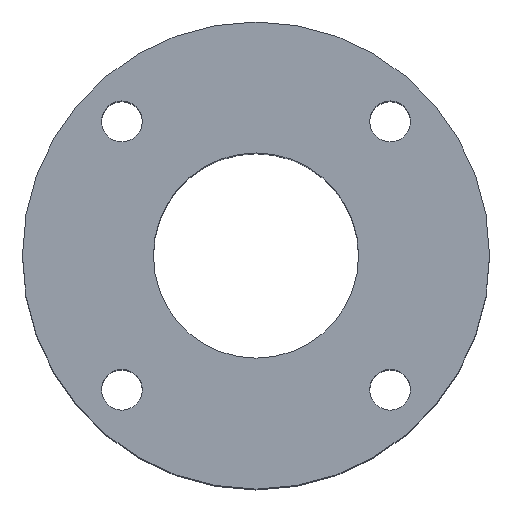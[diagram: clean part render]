
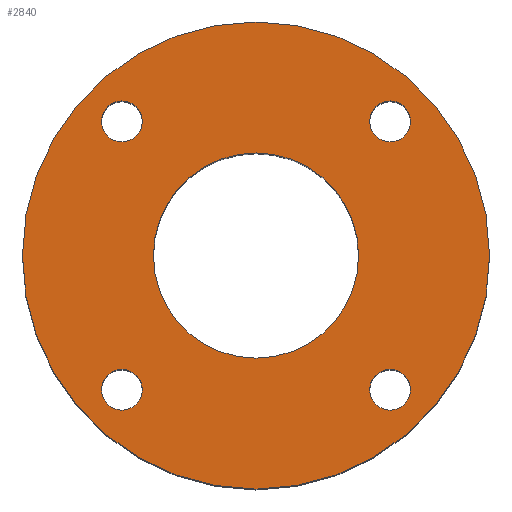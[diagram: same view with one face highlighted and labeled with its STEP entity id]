
A CAD part, top view. The second image highlights one B-rep face of the part: STEP entity #2840.
In plain terms, the highlighted planar face has unit normal (0, 0, 1).
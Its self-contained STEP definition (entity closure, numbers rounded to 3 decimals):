
#259 = DIRECTION ( 'NONE',  ( 0., 0., 1. ) ) ;
#390 = DIRECTION ( 'NONE',  ( 0., 0., -1. ) ) ;
#559 = AXIS2_PLACEMENT_3D ( 'NONE', #3975, #1756, #12954 ) ;
#1501 = CIRCLE ( 'NONE', #17954, 7. ) ;
#1714 = CARTESIAN_POINT ( 'NONE',  ( -52.962, -45.962, 0. ) ) ;
#1756 = DIRECTION ( 'NONE',  ( 0., 0., 1. ) ) ;
#1893 = CIRCLE ( 'NONE', #19782, 7. ) ;
#1904 = DIRECTION ( 'NONE',  ( 0., 0., 1. ) ) ;
#2348 = VERTEX_POINT ( 'NONE', #5072 ) ;
#2617 = CARTESIAN_POINT ( 'NONE',  ( 0., 35.15, 0. ) ) ;
#2792 = EDGE_LOOP ( 'NONE', ( #18656, #18386 ) ) ;
#2840 = ADVANCED_FACE ( 'NONE', ( #18217, #27175, #23065, #7031, #5256, #7463 ), #24979, .F. ) ;
#3197 = VERTEX_POINT ( 'NONE', #21562 ) ;
#3518 = CIRCLE ( 'NONE', #14824, 80. ) ;
#3828 = AXIS2_PLACEMENT_3D ( 'NONE', #19121, #19261, #25863 ) ;
#3840 = CIRCLE ( 'NONE', #20285, 35.15 ) ;
#3975 = CARTESIAN_POINT ( 'NONE',  ( 45.962, -45.962, 0. ) ) ;
#4022 = EDGE_CURVE ( 'NONE', #21180, #17161, #9551, .T. ) ;
#4040 = CARTESIAN_POINT ( 'NONE',  ( -38.962, -45.962, 0. ) ) ;
#4738 = CIRCLE ( 'NONE', #3828, 7. ) ;
#4762 = AXIS2_PLACEMENT_3D ( 'NONE', #13857, #23403, #22820 ) ;
#4929 = CARTESIAN_POINT ( 'NONE',  ( 38.962, 45.962, 0. ) ) ;
#5072 = CARTESIAN_POINT ( 'NONE',  ( 80., 0., 0. ) ) ;
#5256 = FACE_BOUND ( 'NONE', #2792, .T. ) ;
#6407 = CARTESIAN_POINT ( 'NONE',  ( 0., 0., 0. ) ) ;
#6632 = CARTESIAN_POINT ( 'NONE',  ( 0., 0., 0. ) ) ;
#6849 = DIRECTION ( 'NONE',  ( 1., 0., 0. ) ) ;
#7031 = FACE_BOUND ( 'NONE', #19245, .T. ) ;
#7062 = DIRECTION ( 'NONE',  ( 1., 0., 0. ) ) ;
#7069 = CARTESIAN_POINT ( 'NONE',  ( 45.962, -45.962, 0. ) ) ;
#7210 = CARTESIAN_POINT ( 'NONE',  ( -45.962, -45.962, 0. ) ) ;
#7463 = FACE_OUTER_BOUND ( 'NONE', #21264, .T. ) ;
#7789 = DIRECTION ( 'NONE',  ( -1., 0., 0. ) ) ;
#8153 = ORIENTED_EDGE ( 'NONE', *, *, #9632, .F. ) ;
#8343 = VERTEX_POINT ( 'NONE', #14269 ) ;
#8392 = CARTESIAN_POINT ( 'NONE',  ( 45.962, 45.962, 0. ) ) ;
#8454 = EDGE_CURVE ( 'NONE', #17161, #21180, #4738, .T. ) ;
#8817 = CARTESIAN_POINT ( 'NONE',  ( 0., 0., 0. ) ) ;
#9206 = ORIENTED_EDGE ( 'NONE', *, *, #8454, .F. ) ;
#9244 = DIRECTION ( 'NONE',  ( 1., 0., 0. ) ) ;
#9551 = CIRCLE ( 'NONE', #10508, 7. ) ;
#9632 = EDGE_CURVE ( 'NONE', #11555, #8343, #14670, .T. ) ;
#9782 = EDGE_LOOP ( 'NONE', ( #28198, #8153 ) ) ;
#9952 = AXIS2_PLACEMENT_3D ( 'NONE', #14120, #27344, #7789 ) ;
#9987 = VERTEX_POINT ( 'NONE', #1714 ) ;
#10139 = VERTEX_POINT ( 'NONE', #28472 ) ;
#10508 = AXIS2_PLACEMENT_3D ( 'NONE', #8392, #1904, #23715 ) ;
#11055 = ORIENTED_EDGE ( 'NONE', *, *, #20856, .F. ) ;
#11435 = EDGE_CURVE ( 'NONE', #24437, #2348, #3518, .T. ) ;
#11555 = VERTEX_POINT ( 'NONE', #15069 ) ;
#11864 = CARTESIAN_POINT ( 'NONE',  ( -45.962, 45.962, 0. ) ) ;
#12095 = ORIENTED_EDGE ( 'NONE', *, *, #24820, .F. ) ;
#12954 = DIRECTION ( 'NONE',  ( 0., -1., 0. ) ) ;
#13857 = CARTESIAN_POINT ( 'NONE',  ( -45.962, 45.962, 0. ) ) ;
#14120 = CARTESIAN_POINT ( 'NONE',  ( -45.962, -45.962, 0. ) ) ;
#14269 = CARTESIAN_POINT ( 'NONE',  ( -38.962, 45.962, 0. ) ) ;
#14670 = CIRCLE ( 'NONE', #4762, 7. ) ;
#14824 = AXIS2_PLACEMENT_3D ( 'NONE', #6407, #19945, #6849 ) ;
#14975 = ORIENTED_EDGE ( 'NONE', *, *, #20000, .F. ) ;
#15069 = CARTESIAN_POINT ( 'NONE',  ( -52.962, 45.962, 0. ) ) ;
#15308 = DIRECTION ( 'NONE',  ( 1., 0., 0. ) ) ;
#15341 = VERTEX_POINT ( 'NONE', #20113 ) ;
#15573 = AXIS2_PLACEMENT_3D ( 'NONE', #7210, #25596, #23097 ) ;
#15631 = CIRCLE ( 'NONE', #23600, 35.15 ) ;
#15869 = DIRECTION ( 'NONE',  ( 0., 0., 1. ) ) ;
#16359 = DIRECTION ( 'NONE',  ( 0., 0., 1. ) ) ;
#16800 = ORIENTED_EDGE ( 'NONE', *, *, #4022, .F. ) ;
#16974 = CARTESIAN_POINT ( 'NONE',  ( 38.962, -45.962, 0. ) ) ;
#17161 = VERTEX_POINT ( 'NONE', #4929 ) ;
#17765 = ORIENTED_EDGE ( 'NONE', *, *, #11435, .T. ) ;
#17954 = AXIS2_PLACEMENT_3D ( 'NONE', #7069, #16359, #25309 ) ;
#18217 = FACE_BOUND ( 'NONE', #20854, .T. ) ;
#18386 = ORIENTED_EDGE ( 'NONE', *, *, #19816, .F. ) ;
#18656 = ORIENTED_EDGE ( 'NONE', *, *, #21553, .F. ) ;
#19121 = CARTESIAN_POINT ( 'NONE',  ( 45.962, 45.962, 0. ) ) ;
#19245 = EDGE_LOOP ( 'NONE', ( #16800, #9206 ) ) ;
#19261 = DIRECTION ( 'NONE',  ( 0., 0., 1. ) ) ;
#19782 = AXIS2_PLACEMENT_3D ( 'NONE', #11864, #15869, #20849 ) ;
#19816 = EDGE_CURVE ( 'NONE', #15341, #3197, #15631, .T. ) ;
#19876 = AXIS2_PLACEMENT_3D ( 'NONE', #2617, #390, #25413 ) ;
#19879 = EDGE_LOOP ( 'NONE', ( #11055, #14975 ) ) ;
#19945 = DIRECTION ( 'NONE',  ( 0., 0., 1. ) ) ;
#20000 = EDGE_CURVE ( 'NONE', #9987, #23392, #28277, .T. ) ;
#20113 = CARTESIAN_POINT ( 'NONE',  ( -35.15, 0., 0. ) ) ;
#20285 = AXIS2_PLACEMENT_3D ( 'NONE', #6632, #28993, #7062 ) ;
#20714 = CIRCLE ( 'NONE', #559, 7. ) ;
#20849 = DIRECTION ( 'NONE',  ( 0., 1., 0. ) ) ;
#20854 = EDGE_LOOP ( 'NONE', ( #29132, #12095 ) ) ;
#20856 = EDGE_CURVE ( 'NONE', #23392, #9987, #25883, .T. ) ;
#21180 = VERTEX_POINT ( 'NONE', #23217 ) ;
#21264 = EDGE_LOOP ( 'NONE', ( #24869, #17765 ) ) ;
#21282 = CARTESIAN_POINT ( 'NONE',  ( -80., 0., 0. ) ) ;
#21553 = EDGE_CURVE ( 'NONE', #3197, #15341, #3840, .T. ) ;
#21562 = CARTESIAN_POINT ( 'NONE',  ( 35.15, 0., 0. ) ) ;
#21634 = EDGE_CURVE ( 'NONE', #2348, #24437, #28264, .T. ) ;
#22156 = AXIS2_PLACEMENT_3D ( 'NONE', #23536, #25303, #15308 ) ;
#22820 = DIRECTION ( 'NONE',  ( 0., 1., 0. ) ) ;
#23065 = FACE_BOUND ( 'NONE', #9782, .T. ) ;
#23084 = EDGE_CURVE ( 'NONE', #10139, #29066, #1501, .T. ) ;
#23097 = DIRECTION ( 'NONE',  ( -1., 0., 0. ) ) ;
#23217 = CARTESIAN_POINT ( 'NONE',  ( 52.962, 45.962, 0. ) ) ;
#23392 = VERTEX_POINT ( 'NONE', #4040 ) ;
#23403 = DIRECTION ( 'NONE',  ( 0., 0., 1. ) ) ;
#23536 = CARTESIAN_POINT ( 'NONE',  ( 0., 0., 0. ) ) ;
#23600 = AXIS2_PLACEMENT_3D ( 'NONE', #8817, #259, #9244 ) ;
#23715 = DIRECTION ( 'NONE',  ( 1., 0., 0. ) ) ;
#24437 = VERTEX_POINT ( 'NONE', #21282 ) ;
#24820 = EDGE_CURVE ( 'NONE', #29066, #10139, #20714, .T. ) ;
#24869 = ORIENTED_EDGE ( 'NONE', *, *, #21634, .T. ) ;
#24979 = PLANE ( 'NONE',  #19876 ) ;
#25303 = DIRECTION ( 'NONE',  ( 0., 0., 1. ) ) ;
#25309 = DIRECTION ( 'NONE',  ( 0., -1., 0. ) ) ;
#25413 = DIRECTION ( 'NONE',  ( -1., 0., 0. ) ) ;
#25596 = DIRECTION ( 'NONE',  ( 0., 0., 1. ) ) ;
#25863 = DIRECTION ( 'NONE',  ( 1., 0., 0. ) ) ;
#25883 = CIRCLE ( 'NONE', #15573, 7. ) ;
#27175 = FACE_BOUND ( 'NONE', #19879, .T. ) ;
#27344 = DIRECTION ( 'NONE',  ( 0., 0., 1. ) ) ;
#27708 = EDGE_CURVE ( 'NONE', #8343, #11555, #1893, .T. ) ;
#28198 = ORIENTED_EDGE ( 'NONE', *, *, #27708, .F. ) ;
#28264 = CIRCLE ( 'NONE', #22156, 80. ) ;
#28277 = CIRCLE ( 'NONE', #9952, 7. ) ;
#28472 = CARTESIAN_POINT ( 'NONE',  ( 52.962, -45.962, 0. ) ) ;
#28993 = DIRECTION ( 'NONE',  ( 0., 0., 1. ) ) ;
#29066 = VERTEX_POINT ( 'NONE', #16974 ) ;
#29132 = ORIENTED_EDGE ( 'NONE', *, *, #23084, .F. ) ;
